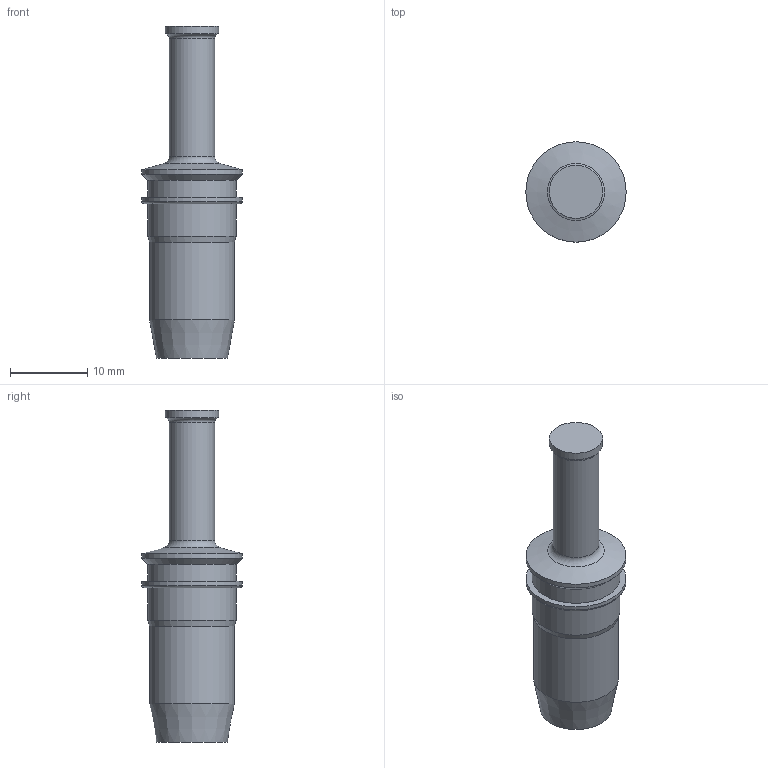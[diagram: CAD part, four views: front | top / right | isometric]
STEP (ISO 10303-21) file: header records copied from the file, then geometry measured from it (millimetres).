
FILE_DESCRIPTION(/* description */ (''),/* implementation_level */ '2;1');
FILE_NAME(/* name */ '',/* time_stamp */ '2015-06-01T08:16:49+02:00',/* author */ (''),/* organization */ (''),/* preprocessor_version */ 'ST-DEVELOPER v11',/* originating_system */ 'SIEMENS PLM Software NX 7.5',/* authorisation */ '');
FILE_SCHEMA (('CONFIG_CONTROL_DESIGN'));
Length unit declared in the file: millimetre
Products named in the file (1): N 02 080 0003 (1)_02
Bounding box: 13 x 13 x 43 mm (x, y, z)
Volume: 2153.6 mm3; surface area: 1836 mm2
Topology: 1 solids, 1 shells, 24 faces, 46 edges, 26 vertices
Faces by surface type: cone 9, cylinder 8, plane 4, torus 3
Full cylindrical faces by diameter (mm): 5.9 x1, 6.9 x1, 8.5 x1, 11 x1, 11.4 x2, 13 x2
Entity records: 560 total; most frequent: DIRECTION 96, CARTESIAN_POINT 71, AXIS2_PLACEMENT_3D 48, EDGE_LOOP 46, ORIENTED_EDGE 46, FACE_BOUND 44, ADVANCED_FACE 24, VERTEX_POINT 23
